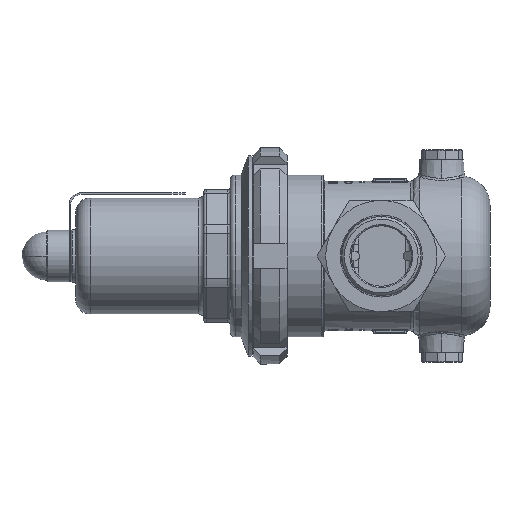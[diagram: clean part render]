
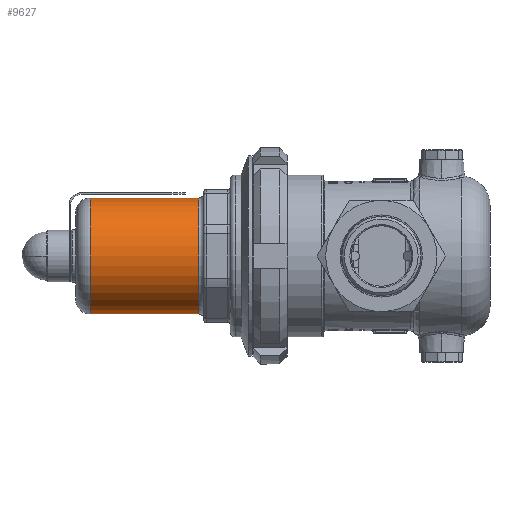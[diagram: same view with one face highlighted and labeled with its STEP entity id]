
A CAD part, left-side view. The second image highlights one B-rep face of the part: STEP entity #9627.
In plain terms, the highlighted cylindrical face has radius 24 mm (diameter 48 mm), a partial arc.
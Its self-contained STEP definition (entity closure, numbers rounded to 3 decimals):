
#213 = FACE_OUTER_BOUND ( 'NONE', #65418, .T. ) ;
#283 = CYLINDRICAL_SURFACE ( 'NONE', #37659, 24. ) ;
#285 = CARTESIAN_POINT ( 'NONE',  ( 0., 161.457, 0. ) ) ;
#307 = DIRECTION ( 'NONE',  ( 0., 1., 0. ) ) ;
#309 = DIRECTION ( 'NONE',  ( 0., 0., 1. ) ) ;
#2874 = LINE ( 'NONE', #2877, #63685 ) ;
#2877 = CARTESIAN_POINT ( 'NONE',  ( 0., 161.457, 24. ) ) ;
#2879 = DIRECTION ( 'NONE',  ( 0., 1., 0. ) ) ;
#4754 = CARTESIAN_POINT ( 'NONE',  ( 0., 75.5, -24. ) ) ;
#4835 = CARTESIAN_POINT ( 'NONE',  ( 0., 75.5, 24. ) ) ;
#4850 = CARTESIAN_POINT ( 'NONE',  ( 0., 120.5, 24. ) ) ;
#8196 = LINE ( 'NONE', #8197, #53928 ) ;
#8197 = CARTESIAN_POINT ( 'NONE',  ( 0., 161.457, -24. ) ) ;
#8198 = DIRECTION ( 'NONE',  ( 0., 1., 0. ) ) ;
#9627 = ADVANCED_FACE ( 'NONE', ( #213 ), #283, .T. ) ;
#9933 = EDGE_CURVE ( 'NONE', #41382, #23058, #32854, .T. ) ;
#10402 = EDGE_CURVE ( 'NONE', #22966, #23029, #54578, .T. ) ;
#13428 = CARTESIAN_POINT ( 'NONE',  ( 0., 120.5, 0. ) ) ;
#13429 = DIRECTION ( 'NONE',  ( 0., 1., 0. ) ) ;
#13430 = DIRECTION ( 'NONE',  ( 0., 0., 1. ) ) ;
#19679 = ORIENTED_EDGE ( 'NONE', *, *, #9933, .F. ) ;
#22966 = VERTEX_POINT ( 'NONE', #4754 ) ;
#23019 = ORIENTED_EDGE ( 'NONE', *, *, #10402, .T. ) ;
#23029 = VERTEX_POINT ( 'NONE', #4835 ) ;
#23037 = ORIENTED_EDGE ( 'NONE', *, *, #63802, .F. ) ;
#23058 = VERTEX_POINT ( 'NONE', #4850 ) ;
#23857 = ORIENTED_EDGE ( 'NONE', *, *, #63116, .T. ) ;
#32247 = CARTESIAN_POINT ( 'NONE',  ( 0., 75.5, 0. ) ) ;
#32248 = DIRECTION ( 'NONE',  ( 0., 1., 0. ) ) ;
#32249 = DIRECTION ( 'NONE',  ( 0., 0., 1. ) ) ;
#32826 = AXIS2_PLACEMENT_3D ( 'NONE', #13428, #13429, #13430 ) ;
#32854 = CIRCLE ( 'NONE', #32826, 24. ) ;
#37659 = AXIS2_PLACEMENT_3D ( 'NONE', #285, #307, #309 ) ;
#41382 = VERTEX_POINT ( 'NONE', #66965 ) ;
#53928 = VECTOR ( 'NONE', #8198, 1000. ) ;
#54578 = CIRCLE ( 'NONE', #54707, 24. ) ;
#54707 = AXIS2_PLACEMENT_3D ( 'NONE', #32247, #32248, #32249 ) ;
#63116 = EDGE_CURVE ( 'NONE', #23029, #23058, #2874, .T. ) ;
#63685 = VECTOR ( 'NONE', #2879, 1000. ) ;
#63802 = EDGE_CURVE ( 'NONE', #22966, #41382, #8196, .T. ) ;
#65418 = EDGE_LOOP ( 'NONE', ( #23037, #23019, #23857, #19679 ) ) ;
#66965 = CARTESIAN_POINT ( 'NONE',  ( 0., 120.5, -24. ) ) ;
